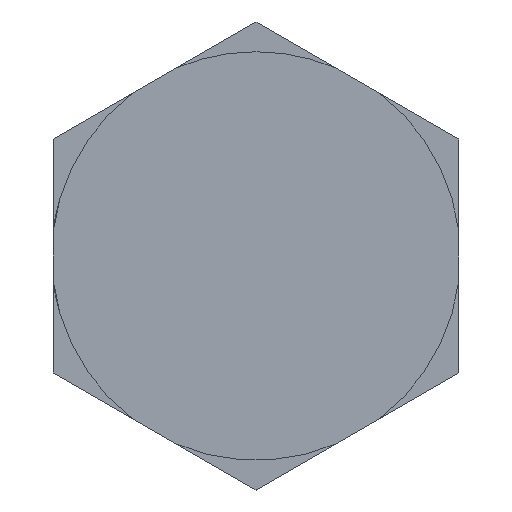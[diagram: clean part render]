
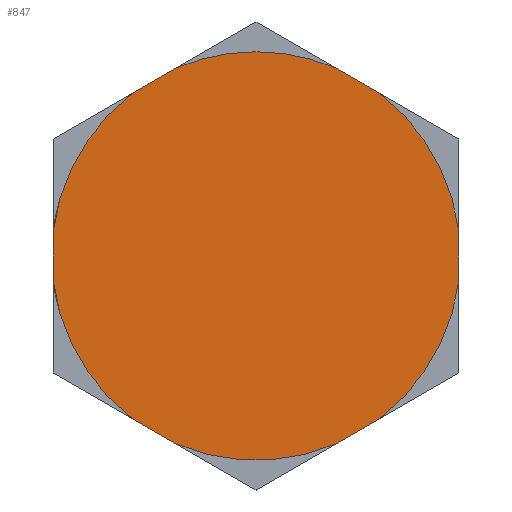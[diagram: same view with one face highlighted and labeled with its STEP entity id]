
A CAD part, left-side view. The second image highlights one B-rep face of the part: STEP entity #847.
In plain terms, the highlighted planar face has unit normal (-1, 0, 0).
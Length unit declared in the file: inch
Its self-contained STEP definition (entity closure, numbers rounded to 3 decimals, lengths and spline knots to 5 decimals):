
#3 = CARTESIAN_POINT ( 'NONE',  ( -3.625, -0.15625, 0.09021 ) ) ;
#4 = ORIENTED_EDGE ( 'NONE', *, *, #1165, .F. ) ;
#10 = CARTESIAN_POINT ( 'NONE',  ( -3.625, 0.15625, -0.09021 ) ) ;
#13 = VERTEX_POINT ( 'NONE', #1355 ) ;
#15 = CARTESIAN_POINT ( 'NONE',  ( -3.625, -0.09514, 0.12549 ) ) ;
#28 = ORIENTED_EDGE ( 'NONE', *, *, #564, .F. ) ;
#34 = DIRECTION ( 'NONE',  ( 0., 0., -1. ) ) ;
#36 = CARTESIAN_POINT ( 'NONE',  ( -3.625, -0.15625, -0.01965 ) ) ;
#63 = CARTESIAN_POINT ( 'NONE',  ( -3.625, -0.15625, 0.01965 ) ) ;
#86 = ORIENTED_EDGE ( 'NONE', *, *, #1285, .F. ) ;
#93 = VERTEX_POINT ( 'NONE', #723 ) ;
#99 = AXIS2_PLACEMENT_3D ( 'NONE', #802, #791, #34 ) ;
#105 = DIRECTION ( 'NONE',  ( 1., 0., 0. ) ) ;
#116 = DIRECTION ( 'NONE',  ( 0., 0., -1. ) ) ;
#121 = VERTEX_POINT ( 'NONE', #877 ) ;
#135 = ORIENTED_EDGE ( 'NONE', *, *, #1371, .F. ) ;
#137 = LINE ( 'NONE', #10, #687 ) ;
#151 = CARTESIAN_POINT ( 'NONE',  ( -3.625, 0., -0.18042 ) ) ;
#154 = CARTESIAN_POINT ( 'NONE',  ( -3.625, 0.06111, -0.14514 ) ) ;
#173 = LINE ( 'NONE', #912, #283 ) ;
#202 = AXIS2_PLACEMENT_3D ( 'NONE', #960, #586, #325 ) ;
#207 = CARTESIAN_POINT ( 'NONE',  ( -3.625, 0., 0. ) ) ;
#251 = CARTESIAN_POINT ( 'NONE',  ( -3.625, 0., 0.15748 ) ) ;
#283 = VECTOR ( 'NONE', #936, 39.37008 ) ;
#310 = CIRCLE ( 'NONE', #735, 0.15748 ) ;
#325 = DIRECTION ( 'NONE',  ( 0., 0., -1. ) ) ;
#326 = EDGE_CURVE ( 'NONE', #1329, #640, #893, .T. ) ;
#353 = DIRECTION ( 'NONE',  ( 0., 0., -1. ) ) ;
#362 = ORIENTED_EDGE ( 'NONE', *, *, #1525, .F. ) ;
#387 = CARTESIAN_POINT ( 'NONE',  ( -3.625, -0.06111, -0.14514 ) ) ;
#456 = CARTESIAN_POINT ( 'NONE',  ( -3.625, 0., 0. ) ) ;
#462 = AXIS2_PLACEMENT_3D ( 'NONE', #207, #1100, #1086 ) ;
#466 = VECTOR ( 'NONE', #1533, 39.37008 ) ;
#482 = PLANE ( 'NONE',  #658 ) ;
#493 = DIRECTION ( 'NONE',  ( 1., 0., 0. ) ) ;
#506 = DIRECTION ( 'NONE',  ( 0., 0., -1. ) ) ;
#521 = AXIS2_PLACEMENT_3D ( 'NONE', #1627, #751, #116 ) ;
#544 = DIRECTION ( 'NONE',  ( 1., 0., 0. ) ) ;
#564 = EDGE_CURVE ( 'NONE', #1266, #13, #173, .T. ) ;
#586 = DIRECTION ( 'NONE',  ( 1., 0., 0. ) ) ;
#619 = CARTESIAN_POINT ( 'NONE',  ( -3.625, -0.06111, 0.14514 ) ) ;
#637 = EDGE_CURVE ( 'NONE', #1639, #1226, #784, .T. ) ;
#640 = VERTEX_POINT ( 'NONE', #36 ) ;
#657 = DIRECTION ( 'NONE',  ( 0., 0., -1. ) ) ;
#658 = AXIS2_PLACEMENT_3D ( 'NONE', #1631, #493, #880 ) ;
#678 = CARTESIAN_POINT ( 'NONE',  ( -3.625, 0., 0. ) ) ;
#679 = CARTESIAN_POINT ( 'NONE',  ( -3.625, 0.15625, -0.01965 ) ) ;
#687 = VECTOR ( 'NONE', #913, 39.37008 ) ;
#700 = EDGE_CURVE ( 'NONE', #640, #93, #1433, .T. ) ;
#709 = VECTOR ( 'NONE', #1183, 39.37008 ) ;
#713 = CIRCLE ( 'NONE', #521, 0.15748 ) ;
#723 = CARTESIAN_POINT ( 'NONE',  ( -3.625, -0.09514, -0.12549 ) ) ;
#725 = LINE ( 'NONE', #994, #795 ) ;
#735 = AXIS2_PLACEMENT_3D ( 'NONE', #456, #105, #353 ) ;
#737 = CIRCLE ( 'NONE', #1510, 0.15748 ) ;
#751 = DIRECTION ( 'NONE',  ( 1., 0., 0. ) ) ;
#770 = EDGE_CURVE ( 'NONE', #13, #1259, #1197, .T. ) ;
#772 = CARTESIAN_POINT ( 'NONE',  ( -3.625, 0.09514, 0.12549 ) ) ;
#784 = LINE ( 'NONE', #151, #709 ) ;
#791 = DIRECTION ( 'NONE',  ( 1., 0., 0. ) ) ;
#795 = VECTOR ( 'NONE', #1614, 39.37008 ) ;
#801 = VERTEX_POINT ( 'NONE', #619 ) ;
#802 = CARTESIAN_POINT ( 'NONE',  ( -3.625, 0., 0. ) ) ;
#824 = CIRCLE ( 'NONE', #99, 0.15748 ) ;
#847 = ADVANCED_FACE ( 'NONE', ( #1624 ), #482, .F. ) ;
#855 = EDGE_CURVE ( 'NONE', #121, #1266, #1584, .T. ) ;
#857 = ORIENTED_EDGE ( 'NONE', *, *, #1523, .F. ) ;
#858 = ORIENTED_EDGE ( 'NONE', *, *, #326, .F. ) ;
#869 = AXIS2_PLACEMENT_3D ( 'NONE', #1389, #544, #657 ) ;
#874 = VERTEX_POINT ( 'NONE', #15 ) ;
#877 = CARTESIAN_POINT ( 'NONE',  ( -3.625, 0.15625, 0.01965 ) ) ;
#880 = DIRECTION ( 'NONE',  ( 0., 0., -1. ) ) ;
#887 = CARTESIAN_POINT ( 'NONE',  ( -3.625, 0.09514, -0.12549 ) ) ;
#893 = LINE ( 'NONE', #3, #1107 ) ;
#912 = CARTESIAN_POINT ( 'NONE',  ( -3.625, 0.15625, 0.09021 ) ) ;
#913 = DIRECTION ( 'NONE',  ( 0., 0., 1. ) ) ;
#936 = DIRECTION ( 'NONE',  ( 0., -0.866, 0.5 ) ) ;
#942 = VERTEX_POINT ( 'NONE', #387 ) ;
#960 = CARTESIAN_POINT ( 'NONE',  ( -3.625, 0., 0. ) ) ;
#994 = CARTESIAN_POINT ( 'NONE',  ( -3.625, -0.15625, -0.09021 ) ) ;
#1000 = CARTESIAN_POINT ( 'NONE',  ( -3.625, 0., 0.18042 ) ) ;
#1023 = ORIENTED_EDGE ( 'NONE', *, *, #1116, .F. ) ;
#1042 = VERTEX_POINT ( 'NONE', #679 ) ;
#1068 = ORIENTED_EDGE ( 'NONE', *, *, #855, .F. ) ;
#1074 = DIRECTION ( 'NONE',  ( 1., 0., 0. ) ) ;
#1080 = ORIENTED_EDGE ( 'NONE', *, *, #700, .F. ) ;
#1086 = DIRECTION ( 'NONE',  ( 0., 0., -1. ) ) ;
#1100 = DIRECTION ( 'NONE',  ( 1., 0., 0. ) ) ;
#1107 = VECTOR ( 'NONE', #506, 39.37008 ) ;
#1116 = EDGE_CURVE ( 'NONE', #93, #942, #725, .T. ) ;
#1165 = EDGE_CURVE ( 'NONE', #1226, #1042, #310, .T. ) ;
#1183 = DIRECTION ( 'NONE',  ( 0., 0.866, 0.5 ) ) ;
#1197 = CIRCLE ( 'NONE', #462, 0.15748 ) ;
#1226 = VERTEX_POINT ( 'NONE', #887 ) ;
#1259 = VERTEX_POINT ( 'NONE', #251 ) ;
#1266 = VERTEX_POINT ( 'NONE', #772 ) ;
#1285 = EDGE_CURVE ( 'NONE', #942, #1639, #824, .T. ) ;
#1329 = VERTEX_POINT ( 'NONE', #63 ) ;
#1335 = DIRECTION ( 'NONE',  ( 0., 0., -1. ) ) ;
#1355 = CARTESIAN_POINT ( 'NONE',  ( -3.625, 0.06111, 0.14514 ) ) ;
#1371 = EDGE_CURVE ( 'NONE', #1259, #801, #737, .T. ) ;
#1378 = LINE ( 'NONE', #1000, #466 ) ;
#1382 = EDGE_LOOP ( 'NONE', ( #4, #1588, #86, #1023, #1080, #858, #857, #362, #135, #1468, #28, #1068, #1555 ) ) ;
#1389 = CARTESIAN_POINT ( 'NONE',  ( -3.625, 0., 0. ) ) ;
#1433 = CIRCLE ( 'NONE', #202, 0.15748 ) ;
#1468 = ORIENTED_EDGE ( 'NONE', *, *, #770, .F. ) ;
#1510 = AXIS2_PLACEMENT_3D ( 'NONE', #678, #1074, #1335 ) ;
#1523 = EDGE_CURVE ( 'NONE', #874, #1329, #713, .T. ) ;
#1525 = EDGE_CURVE ( 'NONE', #801, #874, #1378, .T. ) ;
#1533 = DIRECTION ( 'NONE',  ( 0., -0.866, -0.5 ) ) ;
#1555 = ORIENTED_EDGE ( 'NONE', *, *, #1575, .F. ) ;
#1575 = EDGE_CURVE ( 'NONE', #1042, #121, #137, .T. ) ;
#1584 = CIRCLE ( 'NONE', #869, 0.15748 ) ;
#1588 = ORIENTED_EDGE ( 'NONE', *, *, #637, .F. ) ;
#1614 = DIRECTION ( 'NONE',  ( 0., 0.866, -0.5 ) ) ;
#1624 = FACE_OUTER_BOUND ( 'NONE', #1382, .T. ) ;
#1627 = CARTESIAN_POINT ( 'NONE',  ( -3.625, 0., 0. ) ) ;
#1631 = CARTESIAN_POINT ( 'NONE',  ( -3.625, -0.15625, -0.09021 ) ) ;
#1639 = VERTEX_POINT ( 'NONE', #154 ) ;
